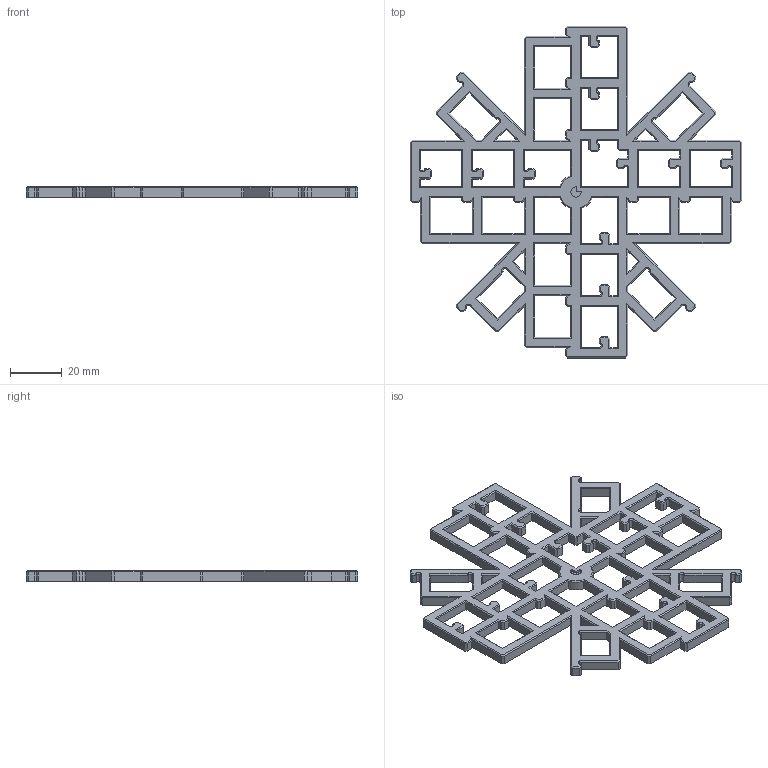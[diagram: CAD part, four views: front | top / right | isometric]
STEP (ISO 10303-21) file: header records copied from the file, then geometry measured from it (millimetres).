
FILE_DESCRIPTION(('Open CASCADE Model'),'2;1');
FILE_NAME('Open CASCADE Shape Model','2024-03-08T16:50:43',('Author'),( 'Open CASCADE'),'Open CASCADE STEP processor 7.7','Open CASCADE 7.7' ,'Unknown');
FILE_SCHEMA(('AUTOMOTIVE_DESIGN { 1 0 10303 214 1 1 1 1 }'));
Length unit declared in the file: millimetre
Products named in the file (1): Open CASCADE STEP translator 7.7 7
Bounding box: 128 x 128 x 4 mm (x, y, z)
Volume: 20519.5 mm3; surface area: 19033.4 mm2
Topology: 1 solids, 1 shells, 626 faces, 1559 edges, 936 vertices
Faces by surface type: plane 579, cylinder 24, cone 23
Entity records: 39374 total; most frequent: CARTESIAN_POINT 8065, DIRECTION 5669, LINE 4195, VECTOR 4195, ORIENTED_EDGE 3118, PCURVE 3118, DEFINITIONAL_REPRESENTATION 3118, EDGE_CURVE 1559
